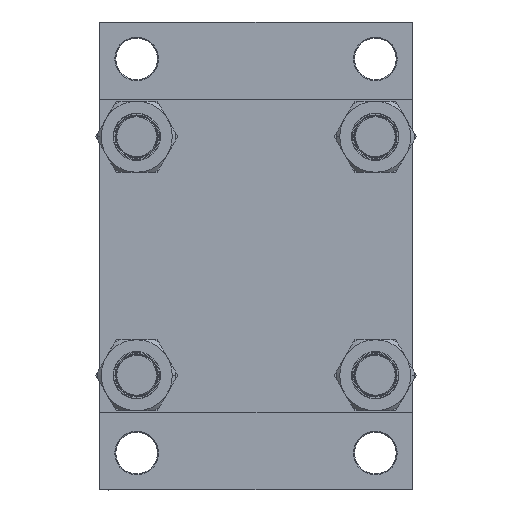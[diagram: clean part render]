
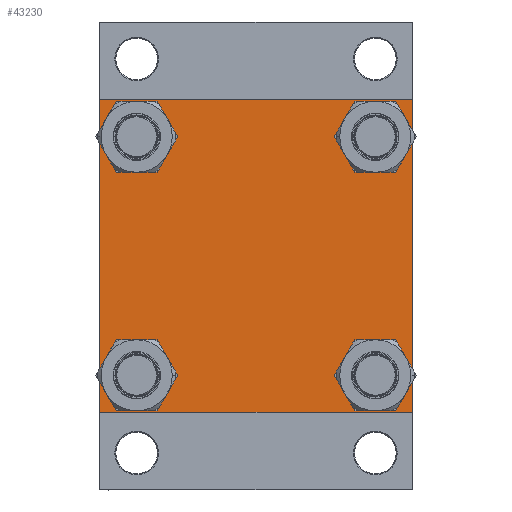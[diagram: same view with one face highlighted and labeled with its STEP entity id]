
A CAD part, left-side view. The second image highlights one B-rep face of the part: STEP entity #43230.
In plain terms, the highlighted planar face has unit normal (-1, 0, 0).
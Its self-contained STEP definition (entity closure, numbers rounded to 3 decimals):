
#121 = ORIENTED_EDGE ( 'NONE', *, *, #934, .T. ) ;
#183 = DIRECTION ( 'NONE',  ( 1., 0., 0. ) ) ;
#761 = EDGE_LOOP ( 'NONE', ( #2569, #17724 ) ) ;
#861 = AXIS2_PLACEMENT_3D ( 'NONE', #6598, #21372, #36142 ) ;
#934 = EDGE_CURVE ( 'NONE', #31060, #30465, #23904, .T. ) ;
#2291 = VERTEX_POINT ( 'NONE', #36954 ) ;
#2365 = EDGE_LOOP ( 'NONE', ( #4334, #14044 ) ) ;
#2569 = ORIENTED_EDGE ( 'NONE', *, *, #35581, .T. ) ;
#2874 = VERTEX_POINT ( 'NONE', #43420 ) ;
#2876 = AXIS2_PLACEMENT_3D ( 'NONE', #20571, #2893, #39201 ) ;
#2893 = DIRECTION ( 'NONE',  ( 1., 0., 0. ) ) ;
#3090 = DIRECTION ( 'NONE',  ( 1., 0., 0. ) ) ;
#3462 = CIRCLE ( 'NONE', #18163, 11.5 ) ;
#3639 = VECTOR ( 'NONE', #39588, 1000. ) ;
#4334 = ORIENTED_EDGE ( 'NONE', *, *, #19702, .T. ) ;
#4671 = DIRECTION ( 'NONE',  ( 0., -1., 0. ) ) ;
#4958 = DIRECTION ( 'NONE',  ( 0., 0., -1. ) ) ;
#4999 = VERTEX_POINT ( 'NONE', #39768 ) ;
#5001 = EDGE_CURVE ( 'NONE', #23761, #41292, #17887, .T. ) ;
#5418 = CARTESIAN_POINT ( 'NONE',  ( 0., 62.95, -51.45 ) ) ;
#6306 = CARTESIAN_POINT ( 'NONE',  ( 0., -82.5, -82. ) ) ;
#6358 = VERTEX_POINT ( 'NONE', #6306 ) ;
#6531 = CARTESIAN_POINT ( 'NONE',  ( 0., 62.95, 62.95 ) ) ;
#6598 = CARTESIAN_POINT ( 'NONE',  ( 0., 62.95, -62.95 ) ) ;
#6709 = CARTESIAN_POINT ( 'NONE',  ( 0., 62.95, 62.95 ) ) ;
#6756 = LINE ( 'NONE', #17667, #31567 ) ;
#9026 = EDGE_CURVE ( 'NONE', #22963, #29663, #13341, .T. ) ;
#9036 = AXIS2_PLACEMENT_3D ( 'NONE', #28105, #42863, #46957 ) ;
#9493 = CARTESIAN_POINT ( 'NONE',  ( 0., 62.95, -74.45 ) ) ;
#9614 = EDGE_LOOP ( 'NONE', ( #11754, #11682 ) ) ;
#10944 = LINE ( 'NONE', #14100, #39776 ) ;
#11682 = ORIENTED_EDGE ( 'NONE', *, *, #13575, .T. ) ;
#11754 = ORIENTED_EDGE ( 'NONE', *, *, #32554, .T. ) ;
#12421 = CARTESIAN_POINT ( 'NONE',  ( 0., -62.95, -51.45 ) ) ;
#13264 = EDGE_CURVE ( 'NONE', #22190, #19775, #10944, .T. ) ;
#13341 = CIRCLE ( 'NONE', #16452, 11.5 ) ;
#13357 = FACE_BOUND ( 'NONE', #761, .T. ) ;
#13417 = LINE ( 'NONE', #35203, #43900 ) ;
#13575 = EDGE_CURVE ( 'NONE', #2874, #41733, #3462, .T. ) ;
#14044 = ORIENTED_EDGE ( 'NONE', *, *, #9026, .T. ) ;
#14100 = CARTESIAN_POINT ( 'NONE',  ( 0., 82.5, -82.5 ) ) ;
#15151 = CARTESIAN_POINT ( 'NONE',  ( 0., -62.95, -74.45 ) ) ;
#16242 = VECTOR ( 'NONE', #4958, 1000. ) ;
#16352 = CARTESIAN_POINT ( 'NONE',  ( 0., -82.25, 82.25 ) ) ;
#16426 = CIRCLE ( 'NONE', #27227, 11.5 ) ;
#16452 = AXIS2_PLACEMENT_3D ( 'NONE', #46041, #20195, #30595 ) ;
#16475 = CARTESIAN_POINT ( 'NONE',  ( 0., -82., 82.5 ) ) ;
#16642 = CIRCLE ( 'NONE', #40620, 11.5 ) ;
#16991 = FACE_BOUND ( 'NONE', #2365, .T. ) ;
#17667 = CARTESIAN_POINT ( 'NONE',  ( 0., 82.25, 82.25 ) ) ;
#17724 = ORIENTED_EDGE ( 'NONE', *, *, #5001, .T. ) ;
#17887 = CIRCLE ( 'NONE', #861, 11.5 ) ;
#18163 = AXIS2_PLACEMENT_3D ( 'NONE', #6531, #21306, #36072 ) ;
#18490 = CARTESIAN_POINT ( 'NONE',  ( 0., -62.95, 74.45 ) ) ;
#19015 = CARTESIAN_POINT ( 'NONE',  ( 0., 62.95, 74.45 ) ) ;
#19404 = EDGE_CURVE ( 'NONE', #30465, #31060, #21396, .T. ) ;
#19702 = EDGE_CURVE ( 'NONE', #29663, #22963, #44589, .T. ) ;
#19775 = VERTEX_POINT ( 'NONE', #21051 ) ;
#19932 = LINE ( 'NONE', #42877, #24522 ) ;
#19986 = LINE ( 'NONE', #16352, #38553 ) ;
#20195 = DIRECTION ( 'NONE',  ( 1., 0., 0. ) ) ;
#20477 = VERTEX_POINT ( 'NONE', #24808 ) ;
#20571 = CARTESIAN_POINT ( 'NONE',  ( 0., -62.95, 62.95 ) ) ;
#20602 = ORIENTED_EDGE ( 'NONE', *, *, #13264, .T. ) ;
#20703 = CARTESIAN_POINT ( 'NONE',  ( 0., 82.5, 82. ) ) ;
#21008 = DIRECTION ( 'NONE',  ( 0., 0., 1. ) ) ;
#21051 = CARTESIAN_POINT ( 'NONE',  ( 0., -82., -82.5 ) ) ;
#21306 = DIRECTION ( 'NONE',  ( 1., 0., 0. ) ) ;
#21372 = DIRECTION ( 'NONE',  ( 1., 0., 0. ) ) ;
#21396 = CIRCLE ( 'NONE', #43032, 11.5 ) ;
#21605 = CARTESIAN_POINT ( 'NONE',  ( 0., -62.95, 51.45 ) ) ;
#21993 = CARTESIAN_POINT ( 'NONE',  ( 0., 62.95, -62.95 ) ) ;
#22125 = EDGE_CURVE ( 'NONE', #20477, #22190, #43205, .T. ) ;
#22190 = VERTEX_POINT ( 'NONE', #36202 ) ;
#22524 = CARTESIAN_POINT ( 'NONE',  ( 0., -62.95, -62.95 ) ) ;
#22963 = VERTEX_POINT ( 'NONE', #21605 ) ;
#23640 = EDGE_CURVE ( 'NONE', #19775, #6358, #19932, .T. ) ;
#23761 = VERTEX_POINT ( 'NONE', #9493 ) ;
#23904 = CIRCLE ( 'NONE', #33217, 11.5 ) ;
#24386 = ORIENTED_EDGE ( 'NONE', *, *, #23640, .T. ) ;
#24522 = VECTOR ( 'NONE', #42171, 1000. ) ;
#24808 = CARTESIAN_POINT ( 'NONE',  ( 0., 82.5, -82. ) ) ;
#24828 = CARTESIAN_POINT ( 'NONE',  ( 0., 82.25, -82.25 ) ) ;
#25313 = DIRECTION ( 'NONE',  ( 1., 0., 0. ) ) ;
#25756 = EDGE_CURVE ( 'NONE', #28258, #20477, #13417, .T. ) ;
#26263 = ORIENTED_EDGE ( 'NONE', *, *, #27172, .T. ) ;
#26490 = EDGE_CURVE ( 'NONE', #4999, #28258, #6756, .T. ) ;
#26996 = DIRECTION ( 'NONE',  ( 0., 0.707, 0.707 ) ) ;
#27172 = EDGE_CURVE ( 'NONE', #2291, #44805, #19986, .T. ) ;
#27212 = LINE ( 'NONE', #38119, #16242 ) ;
#27227 = AXIS2_PLACEMENT_3D ( 'NONE', #6709, #3090, #21008 ) ;
#28105 = CARTESIAN_POINT ( 'NONE',  ( 0., 0., 0. ) ) ;
#28258 = VERTEX_POINT ( 'NONE', #20703 ) ;
#28592 = PLANE ( 'NONE',  #9036 ) ;
#29498 = EDGE_CURVE ( 'NONE', #2291, #6358, #27212, .T. ) ;
#29663 = VERTEX_POINT ( 'NONE', #18490 ) ;
#29720 = DIRECTION ( 'NONE',  ( 0., 0., 1. ) ) ;
#30465 = VERTEX_POINT ( 'NONE', #12421 ) ;
#30547 = CARTESIAN_POINT ( 'NONE',  ( 0., 82.5, 82.5 ) ) ;
#30595 = DIRECTION ( 'NONE',  ( 0., 0., 1. ) ) ;
#30708 = ORIENTED_EDGE ( 'NONE', *, *, #37507, .F. ) ;
#31060 = VERTEX_POINT ( 'NONE', #15151 ) ;
#31567 = VECTOR ( 'NONE', #42806, 1000. ) ;
#31985 = FACE_OUTER_BOUND ( 'NONE', #35599, .T. ) ;
#32239 = FACE_BOUND ( 'NONE', #9614, .T. ) ;
#32506 = DIRECTION ( 'NONE',  ( 0., -1., 0. ) ) ;
#32554 = EDGE_CURVE ( 'NONE', #41733, #2874, #16426, .T. ) ;
#33217 = AXIS2_PLACEMENT_3D ( 'NONE', #22524, #41153, #33425 ) ;
#33425 = DIRECTION ( 'NONE',  ( 0., 0., 1. ) ) ;
#34496 = DIRECTION ( 'NONE',  ( 0., 0., -1. ) ) ;
#35203 = CARTESIAN_POINT ( 'NONE',  ( 0., 82.5, 82.5 ) ) ;
#35487 = CARTESIAN_POINT ( 'NONE',  ( 0., -62.95, -62.95 ) ) ;
#35581 = EDGE_CURVE ( 'NONE', #41292, #23761, #16642, .T. ) ;
#35599 = EDGE_LOOP ( 'NONE', ( #37807, #42056, #20602, #24386, #46520, #26263, #30708, #38043 ) ) ;
#36072 = DIRECTION ( 'NONE',  ( 0., 0., 1. ) ) ;
#36142 = DIRECTION ( 'NONE',  ( 0., 0., 1. ) ) ;
#36202 = CARTESIAN_POINT ( 'NONE',  ( 0., 82., -82.5 ) ) ;
#36448 = DIRECTION ( 'NONE',  ( 0., 0., 1. ) ) ;
#36954 = CARTESIAN_POINT ( 'NONE',  ( 0., -82.5, 82. ) ) ;
#37507 = EDGE_CURVE ( 'NONE', #4999, #44805, #37827, .T. ) ;
#37807 = ORIENTED_EDGE ( 'NONE', *, *, #25756, .T. ) ;
#37827 = LINE ( 'NONE', #30547, #38344 ) ;
#38043 = ORIENTED_EDGE ( 'NONE', *, *, #26490, .T. ) ;
#38119 = CARTESIAN_POINT ( 'NONE',  ( 0., -82.5, 82.5 ) ) ;
#38344 = VECTOR ( 'NONE', #4671, 1000. ) ;
#38553 = VECTOR ( 'NONE', #26996, 1000. ) ;
#39201 = DIRECTION ( 'NONE',  ( 0., 0., 1. ) ) ;
#39588 = DIRECTION ( 'NONE',  ( 0., -0.707, -0.707 ) ) ;
#39768 = CARTESIAN_POINT ( 'NONE',  ( 0., 82., 82.5 ) ) ;
#39776 = VECTOR ( 'NONE', #32506, 1000. ) ;
#40620 = AXIS2_PLACEMENT_3D ( 'NONE', #21993, #183, #29720 ) ;
#41153 = DIRECTION ( 'NONE',  ( 1., 0., 0. ) ) ;
#41292 = VERTEX_POINT ( 'NONE', #5418 ) ;
#41652 = ORIENTED_EDGE ( 'NONE', *, *, #19404, .T. ) ;
#41733 = VERTEX_POINT ( 'NONE', #19015 ) ;
#42056 = ORIENTED_EDGE ( 'NONE', *, *, #22125, .T. ) ;
#42171 = DIRECTION ( 'NONE',  ( 0., -0.707, 0.707 ) ) ;
#42806 = DIRECTION ( 'NONE',  ( 0., 0.707, -0.707 ) ) ;
#42863 = DIRECTION ( 'NONE',  ( -1., 0., 0. ) ) ;
#42877 = CARTESIAN_POINT ( 'NONE',  ( 0., -82.25, -82.25 ) ) ;
#43032 = AXIS2_PLACEMENT_3D ( 'NONE', #35487, #25313, #36448 ) ;
#43205 = LINE ( 'NONE', #24828, #3639 ) ;
#43230 = ADVANCED_FACE ( 'NONE', ( #16991, #47434, #13357, #32239, #31985 ), #28592, .T. ) ;
#43420 = CARTESIAN_POINT ( 'NONE',  ( 0., 62.95, 51.45 ) ) ;
#43900 = VECTOR ( 'NONE', #34496, 1000. ) ;
#44589 = CIRCLE ( 'NONE', #2876, 11.5 ) ;
#44805 = VERTEX_POINT ( 'NONE', #16475 ) ;
#45103 = EDGE_LOOP ( 'NONE', ( #41652, #121 ) ) ;
#46041 = CARTESIAN_POINT ( 'NONE',  ( 0., -62.95, 62.95 ) ) ;
#46520 = ORIENTED_EDGE ( 'NONE', *, *, #29498, .F. ) ;
#46957 = DIRECTION ( 'NONE',  ( 0., 0., 1. ) ) ;
#47434 = FACE_BOUND ( 'NONE', #45103, .T. ) ;
